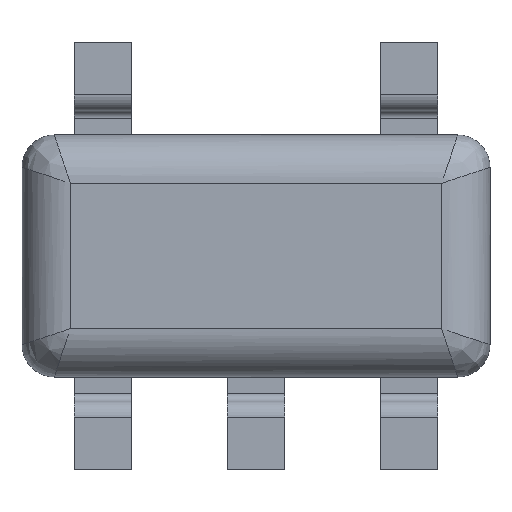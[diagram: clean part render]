
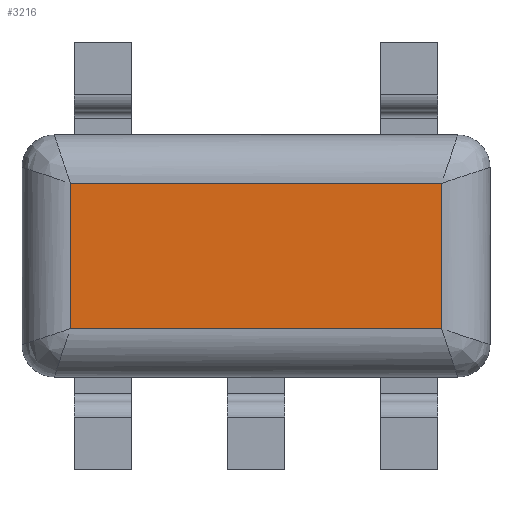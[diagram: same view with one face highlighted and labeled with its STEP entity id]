
A CAD part, front view. The second image highlights one B-rep face of the part: STEP entity #3216.
In plain terms, the highlighted planar face has unit normal (0, -1, 0).
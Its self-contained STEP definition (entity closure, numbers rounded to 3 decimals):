
#183=PLANE('',#3451);
#315=FACE_OUTER_BOUND('',#506,.T.);
#506=EDGE_LOOP('',(#2285,#2286,#2287,#2288));
#689=LINE('',#4543,#1022);
#691=LINE('',#4546,#1024);
#692=LINE('',#4548,#1025);
#694=LINE('',#4551,#1027);
#1022=VECTOR('',#3707,10.);
#1024=VECTOR('',#3711,10.);
#1025=VECTOR('',#3714,10.);
#1027=VECTOR('',#3718,10.);
#1415=VERTEX_POINT('',#4453);
#1416=VERTEX_POINT('',#4481);
#1417=VERTEX_POINT('',#4509);
#1419=VERTEX_POINT('',#4539);
#1749=EDGE_CURVE('',#1415,#1419,#689,.T.);
#1751=EDGE_CURVE('',#1419,#1417,#691,.T.);
#1752=EDGE_CURVE('',#1417,#1416,#692,.T.);
#1754=EDGE_CURVE('',#1416,#1415,#694,.T.);
#2285=ORIENTED_EDGE('',*,*,#1749,.F.);
#2286=ORIENTED_EDGE('',*,*,#1754,.F.);
#2287=ORIENTED_EDGE('',*,*,#1752,.F.);
#2288=ORIENTED_EDGE('',*,*,#1751,.F.);
#3216=ADVANCED_FACE('',(#315),#183,.F.);
#3451=AXIS2_PLACEMENT_3D('',#4559,#3730,#3731);
#3707=DIRECTION('',(0.,0.,1.));
#3711=DIRECTION('',(1.,0.,0.));
#3714=DIRECTION('',(0.,0.,-1.));
#3718=DIRECTION('',(-1.,0.,0.));
#3730=DIRECTION('center_axis',(0.,1.,0.));
#3731=DIRECTION('ref_axis',(1.,0.,0.));
#4453=CARTESIAN_POINT('',(-1.15,0.,-0.45));
#4481=CARTESIAN_POINT('',(1.15,0.,-0.45));
#4509=CARTESIAN_POINT('',(1.15,0.,0.45));
#4539=CARTESIAN_POINT('',(-1.15,0.,0.45));
#4543=CARTESIAN_POINT('',(-1.15,0.,-0.375));
#4546=CARTESIAN_POINT('',(-0.725,0.,0.45));
#4548=CARTESIAN_POINT('',(1.15,0.,0.375));
#4551=CARTESIAN_POINT('',(0.725,0.,-0.45));
#4559=CARTESIAN_POINT('Origin',(0.,0.,0.));
